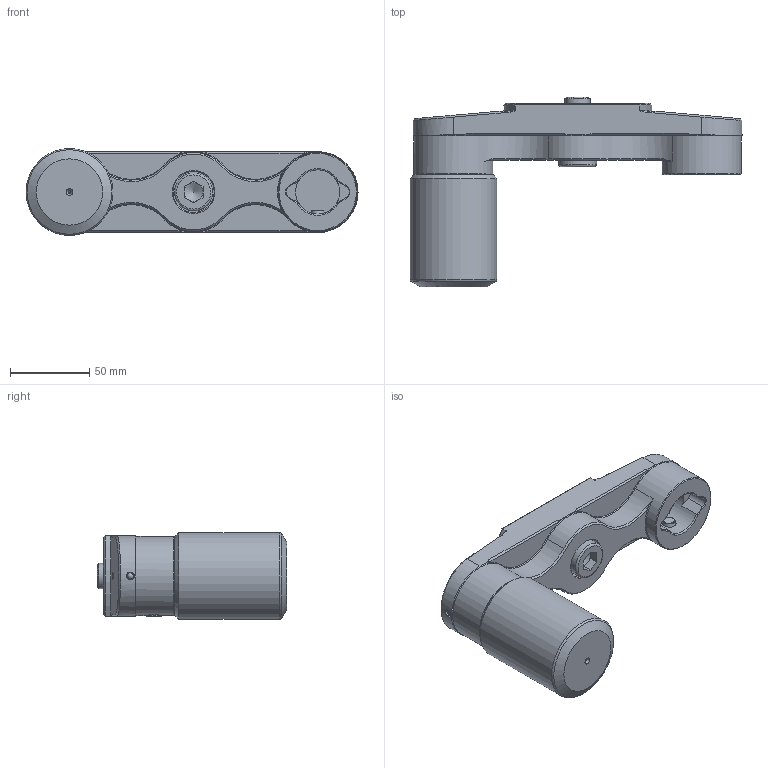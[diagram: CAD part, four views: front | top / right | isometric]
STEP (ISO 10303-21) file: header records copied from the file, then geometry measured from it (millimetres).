
FILE_DESCRIPTION (( 'STEP AP214' ), '1' );
FILE_NAME ('KoU.D32.ST5.207.STEP', '2021-09-14T12:01:44', ( '' ), ( '' ), 'SwSTEP 2.0', 'SolidWorks 2017', '' );
FILE_SCHEMA (( 'AUTOMOTIVE_DESIGN' ));
Length unit declared in the file: millimetre
Products named in the file (6): CWF-ST5.Ko1.071_A; KVT_MB_600_050; ST5-ER1.001.012_A; KoU.D32.ST5.207; KoU-D32.ST5.207_B_KoU-D32.WN5.212; DIN 7984 - M16 x 35
Assembly tree (9 placements, depth 2):
  KoU.D32.ST5.207
    KoU-D32.ST5.207_B_KoU-D32.WN5.212
    DIN 7984 - M16 x 35
    ST5-ER1.001.012_A  x2
    KVT_MB_600_050  x4
    CWF-ST5.Ko1.071_A
Bounding box: 210 x 120 x 55 mm (x, y, z)
Volume: 424887.9 mm3; surface area: 76039.7 mm2
Topology: 13 solids, 13 shells, 368 faces, 885 edges, 532 vertices
Faces by surface type: cone 124, plane 123, cylinder 81, torus 34, sphere 4, bspline 2
Full cylindrical faces by diameter (mm): 2 x1, 4 x6, 4.2 x8, 5 x14, 6.8 x1, 9 x2, 10 x2, 10.2 x1, 16 x1, 17 x1, 24 x1, 26 x1, 27.3 x1, 27.8 x1, 28 x3, 32 x1, 33 x1, 50 x2, 55 x1
Entity records: 10046 total; most frequent: CARTESIAN_POINT 3450, DIRECTION 1332, ORIENTED_EDGE 1184, EDGE_CURVE 592, AXIS2_PLACEMENT_3D 556, EDGE_LOOP 414, VERTEX_POINT 406, FACE_OUTER_BOUND 345
